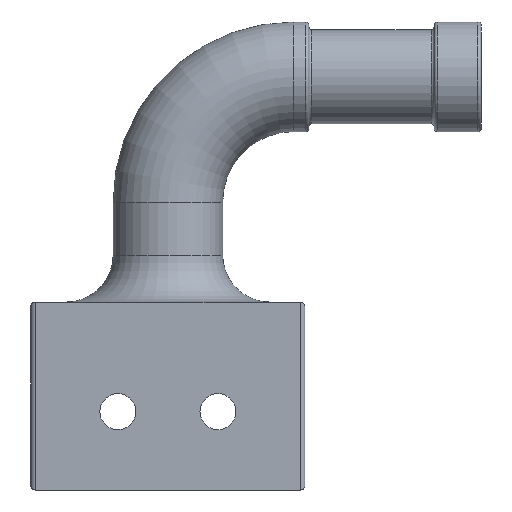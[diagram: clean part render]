
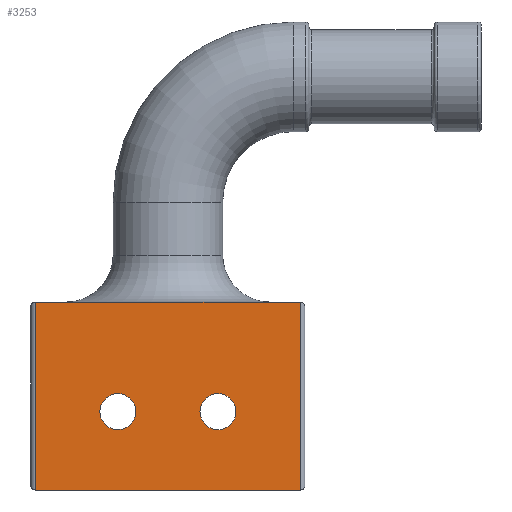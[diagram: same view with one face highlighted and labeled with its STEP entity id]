
A CAD part, front view. The second image highlights one B-rep face of the part: STEP entity #3253.
In plain terms, the highlighted planar face has unit normal (0, -1, 0).
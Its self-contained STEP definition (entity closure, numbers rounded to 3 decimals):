
#65 = CARTESIAN_POINT ( 'NONE',  ( -3.195, 0., 0.15 ) ) ;
#70 = DIRECTION ( 'NONE',  ( 0., 0., 1. ) ) ;
#71 = LINE ( 'NONE', #1271, #958 ) ;
#95 = CARTESIAN_POINT ( 'NONE',  ( -3.195, 0., -1. ) ) ;
#96 = CARTESIAN_POINT ( 'NONE',  ( -8.45, 0., 6. ) ) ;
#218 = ORIENTED_EDGE ( 'NONE', *, *, #4553, .T. ) ;
#228 = CARTESIAN_POINT ( 'NONE',  ( 3.195, 0., -2.15 ) ) ;
#246 = EDGE_LOOP ( 'NONE', ( #281, #4728 ) ) ;
#281 = ORIENTED_EDGE ( 'NONE', *, *, #2783, .T. ) ;
#356 = EDGE_CURVE ( 'NONE', #1176, #1949, #533, .T. ) ;
#533 = CIRCLE ( 'NONE', #2025, 1.15 ) ;
#552 = AXIS2_PLACEMENT_3D ( 'NONE', #3481, #2686, #3558 ) ;
#749 = EDGE_CURVE ( 'NONE', #4653, #4280, #4804, .T. ) ;
#766 = CARTESIAN_POINT ( 'NONE',  ( -3.195, 0., -1. ) ) ;
#787 = CARTESIAN_POINT ( 'NONE',  ( 0., 0., 0. ) ) ;
#809 = VERTEX_POINT ( 'NONE', #1497 ) ;
#828 = ORIENTED_EDGE ( 'NONE', *, *, #4795, .F. ) ;
#917 = EDGE_CURVE ( 'NONE', #4223, #3155, #71, .T. ) ;
#958 = VECTOR ( 'NONE', #3243, 1000. ) ;
#1176 = VERTEX_POINT ( 'NONE', #65 ) ;
#1271 = CARTESIAN_POINT ( 'NONE',  ( -8.45, 0., -6. ) ) ;
#1380 = VERTEX_POINT ( 'NONE', #3293 ) ;
#1497 = CARTESIAN_POINT ( 'NONE',  ( 8.45, 0., 6. ) ) ;
#1521 = DIRECTION ( 'NONE',  ( 0., 1., 0. ) ) ;
#1523 = DIRECTION ( 'NONE',  ( 1., 0., 0. ) ) ;
#1760 = CARTESIAN_POINT ( 'NONE',  ( 8.45, 0., 6. ) ) ;
#1799 = ORIENTED_EDGE ( 'NONE', *, *, #917, .T. ) ;
#1898 = DIRECTION ( 'NONE',  ( -1., 0., 0. ) ) ;
#1949 = VERTEX_POINT ( 'NONE', #3711 ) ;
#2025 = AXIS2_PLACEMENT_3D ( 'NONE', #95, #4714, #4412 ) ;
#2124 = EDGE_LOOP ( 'NONE', ( #2752, #4784 ) ) ;
#2167 = FACE_BOUND ( 'NONE', #2124, .T. ) ;
#2570 = CARTESIAN_POINT ( 'NONE',  ( 3.195, 0., -1. ) ) ;
#2583 = FACE_OUTER_BOUND ( 'NONE', #3334, .T. ) ;
#2686 = DIRECTION ( 'NONE',  ( 0., 1., 0. ) ) ;
#2716 = VECTOR ( 'NONE', #1898, 1000. ) ;
#2752 = ORIENTED_EDGE ( 'NONE', *, *, #356, .T. ) ;
#2773 = LINE ( 'NONE', #4325, #2716 ) ;
#2778 = CIRCLE ( 'NONE', #552, 1.15 ) ;
#2783 = EDGE_CURVE ( 'NONE', #4280, #4653, #2778, .T. ) ;
#2939 = AXIS2_PLACEMENT_3D ( 'NONE', #2570, #1521, #3885 ) ;
#3048 = VECTOR ( 'NONE', #1523, 1000. ) ;
#3050 = LINE ( 'NONE', #4603, #3048 ) ;
#3155 = VERTEX_POINT ( 'NONE', #3378 ) ;
#3243 = DIRECTION ( 'NONE',  ( 0., 0., -1. ) ) ;
#3253 = ADVANCED_FACE ( 'NONE', ( #2167, #4526, #2583 ), #4643, .T. ) ;
#3293 = CARTESIAN_POINT ( 'NONE',  ( 8.45, 0., -6. ) ) ;
#3334 = EDGE_LOOP ( 'NONE', ( #828, #1799, #4937, #218 ) ) ;
#3353 = DIRECTION ( 'NONE',  ( 0., 0., 1. ) ) ;
#3378 = CARTESIAN_POINT ( 'NONE',  ( -8.45, 0., -6. ) ) ;
#3454 = VECTOR ( 'NONE', #3353, 1000. ) ;
#3481 = CARTESIAN_POINT ( 'NONE',  ( 3.195, 0., -1. ) ) ;
#3497 = DIRECTION ( 'NONE',  ( 0., 0., -1. ) ) ;
#3515 = CARTESIAN_POINT ( 'NONE',  ( 3.195, 0., 0.15 ) ) ;
#3558 = DIRECTION ( 'NONE',  ( 0., 0., -1. ) ) ;
#3711 = CARTESIAN_POINT ( 'NONE',  ( -3.195, 0., -2.15 ) ) ;
#3885 = DIRECTION ( 'NONE',  ( 0., 0., -1. ) ) ;
#3937 = AXIS2_PLACEMENT_3D ( 'NONE', #766, #4792, #70 ) ;
#4117 = LINE ( 'NONE', #1760, #3454 ) ;
#4192 = EDGE_CURVE ( 'NONE', #1949, #1176, #4342, .T. ) ;
#4223 = VERTEX_POINT ( 'NONE', #96 ) ;
#4280 = VERTEX_POINT ( 'NONE', #3515 ) ;
#4325 = CARTESIAN_POINT ( 'NONE',  ( -8.75, 0., -6. ) ) ;
#4327 = EDGE_CURVE ( 'NONE', #1380, #3155, #2773, .T. ) ;
#4342 = CIRCLE ( 'NONE', #3937, 1.15 ) ;
#4412 = DIRECTION ( 'NONE',  ( 0., 0., 1. ) ) ;
#4526 = FACE_BOUND ( 'NONE', #246, .T. ) ;
#4553 = EDGE_CURVE ( 'NONE', #1380, #809, #4117, .T. ) ;
#4603 = CARTESIAN_POINT ( 'NONE',  ( -8.75, 0., 6. ) ) ;
#4643 = PLANE ( 'NONE',  #4983 ) ;
#4653 = VERTEX_POINT ( 'NONE', #228 ) ;
#4714 = DIRECTION ( 'NONE',  ( 0., 1., 0. ) ) ;
#4728 = ORIENTED_EDGE ( 'NONE', *, *, #749, .T. ) ;
#4784 = ORIENTED_EDGE ( 'NONE', *, *, #4192, .T. ) ;
#4792 = DIRECTION ( 'NONE',  ( 0., 1., 0. ) ) ;
#4795 = EDGE_CURVE ( 'NONE', #4223, #809, #3050, .T. ) ;
#4804 = CIRCLE ( 'NONE', #2939, 1.15 ) ;
#4937 = ORIENTED_EDGE ( 'NONE', *, *, #4327, .F. ) ;
#4983 = AXIS2_PLACEMENT_3D ( 'NONE', #787, #5024, #3497 ) ;
#5024 = DIRECTION ( 'NONE',  ( 0., -1., 0. ) ) ;
